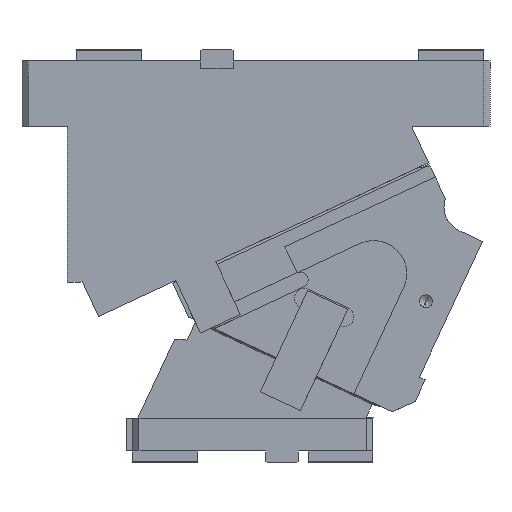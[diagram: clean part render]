
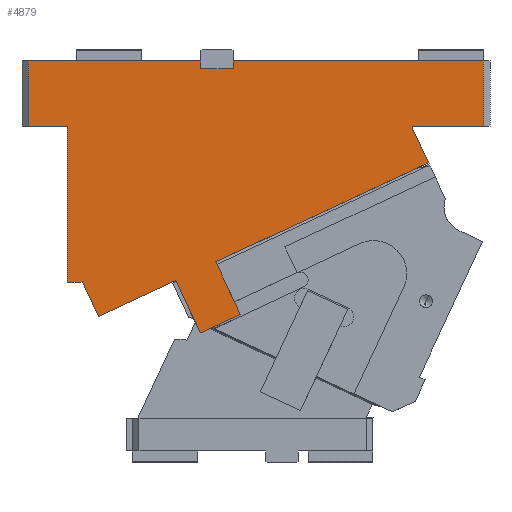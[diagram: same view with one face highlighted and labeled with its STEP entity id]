
A CAD part, front view. The second image highlights one B-rep face of the part: STEP entity #4879.
In plain terms, the highlighted planar face has unit normal (0, -1, 0).
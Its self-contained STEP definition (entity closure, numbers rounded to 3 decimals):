
#123=CARTESIAN_POINT('Vertex',(355.,-82.5,0.)) ;
#310=CARTESIAN_POINT('Vertex',(162.5,-82.5,0.)) ;
#313=CARTESIAN_POINT('Line Origine',(258.75,-82.5,0.)) ;
#652=CARTESIAN_POINT('Vertex',(355.,-82.5,-50.)) ;
#655=CARTESIAN_POINT('Line Origine',(327.5,-82.5,-50.)) ;
#659=CARTESIAN_POINT('Vertex',(300.,-82.5,-50.)) ;
#1314=CARTESIAN_POINT('Vertex',(44.945,-82.5,-170.)) ;
#1317=CARTESIAN_POINT('Line Origine',(39.972,-82.5,-170.)) ;
#1321=CARTESIAN_POINT('Vertex',(35.,-82.5,-170.)) ;
#1345=CARTESIAN_POINT('Vertex',(46.269,-82.5,-169.383)) ;
#1350=CARTESIAN_POINT('Line Origine',(45.607,-82.5,-169.691)) ;
#2876=CARTESIAN_POINT('Line Origine',(300.,-82.5,-50.533)) ;
#2880=CARTESIAN_POINT('Vertex',(300.,-82.5,-51.066)) ;
#2902=CARTESIAN_POINT('Line Origine',(300.017,-82.5,-51.058)) ;
#2906=CARTESIAN_POINT('Vertex',(300.035,-82.5,-51.05)) ;
#2930=CARTESIAN_POINT('Vertex',(312.713,-82.5,-78.239)) ;
#2933=CARTESIAN_POINT('Line Origine',(306.374,-82.5,-64.644)) ;
#3034=CARTESIAN_POINT('Vertex',(167.931,-82.5,-194.852)) ;
#3046=CARTESIAN_POINT('Vertex',(149.125,-82.5,-154.521)) ;
#3049=CARTESIAN_POINT('Line Origine',(158.528,-82.5,-174.687)) ;
#3085=CARTESIAN_POINT('Line Origine',(127.714,-82.5,-189.056)) ;
#3089=CARTESIAN_POINT('Vertex',(137.117,-82.5,-209.221)) ;
#3091=CARTESIAN_POINT('Vertex',(118.31,-82.5,-168.89)) ;
#3118=CARTESIAN_POINT('Line Origine',(152.524,-82.5,-202.037)) ;
#3139=CARTESIAN_POINT('Vertex',(137.5,-82.5,0.)) ;
#3144=CARTESIAN_POINT('Line Origine',(137.5,-82.5,-3.)) ;
#3148=CARTESIAN_POINT('Vertex',(137.5,-82.5,-6.)) ;
#3181=CARTESIAN_POINT('Vertex',(162.5,-82.5,-6.)) ;
#3189=CARTESIAN_POINT('Line Origine',(150.,-82.5,-6.)) ;
#3211=CARTESIAN_POINT('Line Origine',(162.5,-82.5,-3.)) ;
#4289=CARTESIAN_POINT('Vertex',(5.,-82.5,-50.)) ;
#4292=CARTESIAN_POINT('Line Origine',(5.,-82.5,-25.)) ;
#4296=CARTESIAN_POINT('Vertex',(5.,-82.5,0.)) ;
#4717=CARTESIAN_POINT('Vertex',(35.,-82.5,-50.)) ;
#4720=CARTESIAN_POINT('Line Origine',(20.,-82.5,-50.)) ;
#4777=CARTESIAN_POINT('Line Origine',(71.25,-82.5,0.)) ;
#4824=CARTESIAN_POINT('Axis2P3D Location',(0.,-82.5,0.)) ;
#4829=CARTESIAN_POINT('Line Origine',(230.919,-82.5,-116.38)) ;
#4834=CARTESIAN_POINT('Line Origine',(355.,-82.5,-25.)) ;
#4839=CARTESIAN_POINT('Line Origine',(35.,-82.5,-110.)) ;
#4844=CARTESIAN_POINT('Line Origine',(52.608,-82.5,-182.977)) ;
#4848=CARTESIAN_POINT('Vertex',(58.947,-82.5,-196.572)) ;
#4851=CARTESIAN_POINT('Line Origine',(88.629,-82.5,-182.731)) ;
#314=DIRECTION('Vector Direction',(1.,0.,0.)) ;
#656=DIRECTION('Vector Direction',(-1.,0.,0.)) ;
#1318=DIRECTION('Vector Direction',(1.,0.,0.)) ;
#1351=DIRECTION('Vector Direction',(-0.906,0.,-0.423)) ;
#2877=DIRECTION('Vector Direction',(0.,0.,-1.)) ;
#2903=DIRECTION('Vector Direction',(0.906,0.,0.423)) ;
#2934=DIRECTION('Vector Direction',(0.423,0.,-0.906)) ;
#3050=DIRECTION('Vector Direction',(-0.423,0.,0.906)) ;
#3086=DIRECTION('Vector Direction',(-0.423,0.,0.906)) ;
#3119=DIRECTION('Vector Direction',(0.906,0.,0.423)) ;
#3145=DIRECTION('Vector Direction',(0.,0.,1.)) ;
#3190=DIRECTION('Vector Direction',(1.,0.,0.)) ;
#3212=DIRECTION('Vector Direction',(0.,0.,-1.)) ;
#4293=DIRECTION('Vector Direction',(0.,0.,-1.)) ;
#4721=DIRECTION('Vector Direction',(1.,0.,0.)) ;
#4778=DIRECTION('Vector Direction',(1.,0.,0.)) ;
#4825=DIRECTION('Axis2P3D Direction',(0.,1.,0.)) ;
#4826=DIRECTION('Axis2P3D XDirection',(0.,0.,1.)) ;
#4830=DIRECTION('Vector Direction',(-0.906,0.,-0.423)) ;
#4835=DIRECTION('Vector Direction',(0.,0.,1.)) ;
#4840=DIRECTION('Vector Direction',(0.,0.,-1.)) ;
#4845=DIRECTION('Vector Direction',(-0.423,0.,0.906)) ;
#4852=DIRECTION('Vector Direction',(-0.906,0.,-0.423)) ;
#4827=AXIS2_PLACEMENT_3D('Plane Axis2P3D',#4824,#4825,#4826) ;
#4857=ORIENTED_EDGE('',*,*,#3053,.T.) ;
#4858=ORIENTED_EDGE('',*,*,#4833,.T.) ;
#4859=ORIENTED_EDGE('',*,*,#2937,.T.) ;
#4860=ORIENTED_EDGE('',*,*,#2908,.T.) ;
#4861=ORIENTED_EDGE('',*,*,#2882,.F.) ;
#4862=ORIENTED_EDGE('',*,*,#661,.F.) ;
#4863=ORIENTED_EDGE('',*,*,#4838,.T.) ;
#4864=ORIENTED_EDGE('',*,*,#317,.F.) ;
#4865=ORIENTED_EDGE('',*,*,#3215,.T.) ;
#4866=ORIENTED_EDGE('',*,*,#3193,.F.) ;
#4867=ORIENTED_EDGE('',*,*,#3150,.T.) ;
#4868=ORIENTED_EDGE('',*,*,#4781,.F.) ;
#4869=ORIENTED_EDGE('',*,*,#4298,.T.) ;
#4870=ORIENTED_EDGE('',*,*,#4724,.T.) ;
#4871=ORIENTED_EDGE('',*,*,#4843,.T.) ;
#4872=ORIENTED_EDGE('',*,*,#1323,.T.) ;
#4873=ORIENTED_EDGE('',*,*,#1354,.F.) ;
#4874=ORIENTED_EDGE('',*,*,#4850,.T.) ;
#4875=ORIENTED_EDGE('',*,*,#4855,.T.) ;
#4876=ORIENTED_EDGE('',*,*,#3093,.F.) ;
#4877=ORIENTED_EDGE('',*,*,#3122,.T.) ;
#315=VECTOR('Line Direction',#314,1.) ;
#657=VECTOR('Line Direction',#656,1.) ;
#1319=VECTOR('Line Direction',#1318,1.) ;
#1352=VECTOR('Line Direction',#1351,1.) ;
#2878=VECTOR('Line Direction',#2877,1.) ;
#2904=VECTOR('Line Direction',#2903,1.) ;
#2935=VECTOR('Line Direction',#2934,1.) ;
#3051=VECTOR('Line Direction',#3050,1.) ;
#3087=VECTOR('Line Direction',#3086,1.) ;
#3120=VECTOR('Line Direction',#3119,1.) ;
#3146=VECTOR('Line Direction',#3145,1.) ;
#3191=VECTOR('Line Direction',#3190,1.) ;
#3213=VECTOR('Line Direction',#3212,1.) ;
#4294=VECTOR('Line Direction',#4293,1.) ;
#4722=VECTOR('Line Direction',#4721,1.) ;
#4779=VECTOR('Line Direction',#4778,1.) ;
#4831=VECTOR('Line Direction',#4830,1.) ;
#4836=VECTOR('Line Direction',#4835,1.) ;
#4841=VECTOR('Line Direction',#4840,1.) ;
#4846=VECTOR('Line Direction',#4845,1.) ;
#4853=VECTOR('Line Direction',#4852,1.) ;
#4879=ADVANCED_FACE('CAM HOLDER',(#4878),#4828,.F.) ;
#317=EDGE_CURVE('',#311,#124,#316,.T.) ;
#661=EDGE_CURVE('',#653,#660,#658,.T.) ;
#1323=EDGE_CURVE('',#1322,#1315,#1320,.T.) ;
#1354=EDGE_CURVE('',#1346,#1315,#1353,.T.) ;
#2882=EDGE_CURVE('',#660,#2881,#2879,.T.) ;
#2908=EDGE_CURVE('',#2907,#2881,#2905,.F.) ;
#2937=EDGE_CURVE('',#2931,#2907,#2936,.F.) ;
#3053=EDGE_CURVE('',#3035,#3047,#3052,.T.) ;
#3093=EDGE_CURVE('',#3090,#3092,#3088,.T.) ;
#3122=EDGE_CURVE('',#3090,#3035,#3121,.T.) ;
#3150=EDGE_CURVE('',#3149,#3140,#3147,.T.) ;
#3193=EDGE_CURVE('',#3149,#3182,#3192,.T.) ;
#3215=EDGE_CURVE('',#311,#3182,#3214,.T.) ;
#4298=EDGE_CURVE('',#4297,#4290,#4295,.T.) ;
#4724=EDGE_CURVE('',#4290,#4718,#4723,.T.) ;
#4781=EDGE_CURVE('',#4297,#3140,#4780,.T.) ;
#4833=EDGE_CURVE('',#3047,#2931,#4832,.F.) ;
#4838=EDGE_CURVE('',#653,#124,#4837,.T.) ;
#4843=EDGE_CURVE('',#4718,#1322,#4842,.T.) ;
#4850=EDGE_CURVE('',#1346,#4849,#4847,.F.) ;
#4855=EDGE_CURVE('',#4849,#3092,#4854,.F.) ;
#4856=EDGE_LOOP('',(#4857,#4858,#4859,#4860,#4861,#4862,#4863,#4864,#4865,#4866,#4867,#4868,#4869,#4870,#4871,#4872,#4873,#4874,#4875,#4876,#4877)) ;
#4878=FACE_OUTER_BOUND('',#4856,.T.) ;
#316=LINE('Line',#313,#315) ;
#658=LINE('Line',#655,#657) ;
#1320=LINE('Line',#1317,#1319) ;
#1353=LINE('Line',#1350,#1352) ;
#2879=LINE('Line',#2876,#2878) ;
#2905=LINE('Line',#2902,#2904) ;
#2936=LINE('Line',#2933,#2935) ;
#3052=LINE('Line',#3049,#3051) ;
#3088=LINE('Line',#3085,#3087) ;
#3121=LINE('Line',#3118,#3120) ;
#3147=LINE('Line',#3144,#3146) ;
#3192=LINE('Line',#3189,#3191) ;
#3214=LINE('Line',#3211,#3213) ;
#4295=LINE('Line',#4292,#4294) ;
#4723=LINE('Line',#4720,#4722) ;
#4780=LINE('Line',#4777,#4779) ;
#4832=LINE('Line',#4829,#4831) ;
#4837=LINE('Line',#4834,#4836) ;
#4842=LINE('Line',#4839,#4841) ;
#4847=LINE('Line',#4844,#4846) ;
#4854=LINE('Line',#4851,#4853) ;
#4828=PLANE('Plane',#4827) ;
#124=VERTEX_POINT('',#123) ;
#311=VERTEX_POINT('',#310) ;
#653=VERTEX_POINT('',#652) ;
#660=VERTEX_POINT('',#659) ;
#1315=VERTEX_POINT('',#1314) ;
#1322=VERTEX_POINT('',#1321) ;
#1346=VERTEX_POINT('',#1345) ;
#2881=VERTEX_POINT('',#2880) ;
#2907=VERTEX_POINT('',#2906) ;
#2931=VERTEX_POINT('',#2930) ;
#3035=VERTEX_POINT('',#3034) ;
#3047=VERTEX_POINT('',#3046) ;
#3090=VERTEX_POINT('',#3089) ;
#3092=VERTEX_POINT('',#3091) ;
#3140=VERTEX_POINT('',#3139) ;
#3149=VERTEX_POINT('',#3148) ;
#3182=VERTEX_POINT('',#3181) ;
#4290=VERTEX_POINT('',#4289) ;
#4297=VERTEX_POINT('',#4296) ;
#4718=VERTEX_POINT('',#4717) ;
#4849=VERTEX_POINT('',#4848) ;
